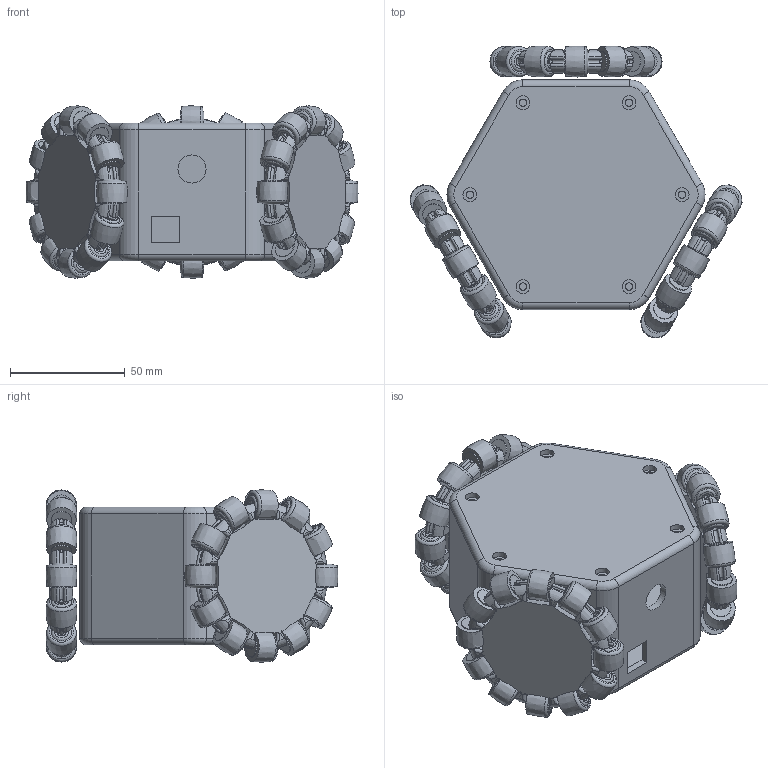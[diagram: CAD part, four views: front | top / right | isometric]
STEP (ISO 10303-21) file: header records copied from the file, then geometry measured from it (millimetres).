
FILE_DESCRIPTION(/* description */ (''),/* implementation_level */ '2;1');
FILE_NAME(/* name */ 'Turt.step',/* time_stamp */ '2024-09-07T11:23:36-04:00',/* author */ (''),/* organization */ (''),/* preprocessor_version */ 'ST-DEVELOPER v20',/* originating_system */ 'Autodesk Translation Framework v13.14.0.145',/* authorisation */ '');
FILE_SCHEMA (('AUTOMOTIVE_DESIGN { 1 0 10303 214 3 1 1 }'));
Products named in the file (1): Turt
Bounding box: 144.49 x 126.98 x 74.99 mm (x, y, z)
Volume: 214419.8 mm3; surface area: 141385.1 mm2
Topology: 77 solids, 77 shells, 1293 faces, 3045 edges, 1918 vertices
Faces by surface type: plane 407, cylinder 349, torus 306, cone 153, bspline 78
Full cylindrical faces by diameter (mm): 1.94 x36, 2.8 x3, 3.2 x6, 3.75 x6, 4.6 x6, 5.2 x3, 6 x6, 8 x3, 9 x144, 12.25 x1
Entity records: 44908 total; most frequent: CARTESIAN_POINT 15323, DIRECTION 6157, ORIENTED_EDGE 6078, EDGE_CURVE 3039, AXIS2_PLACEMENT_3D 2574, VERTEX_POINT 1918, EDGE_LOOP 1489, CIRCLE 1334
